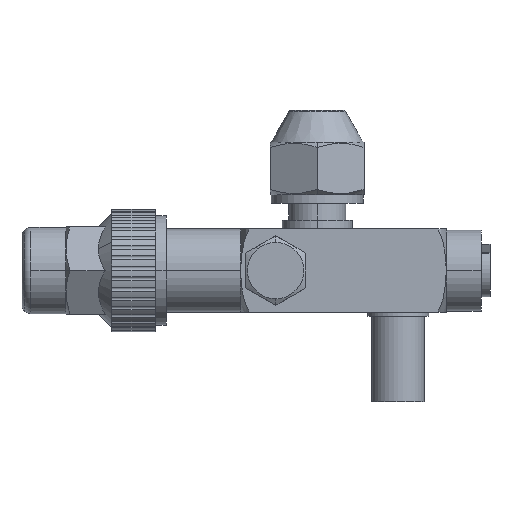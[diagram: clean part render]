
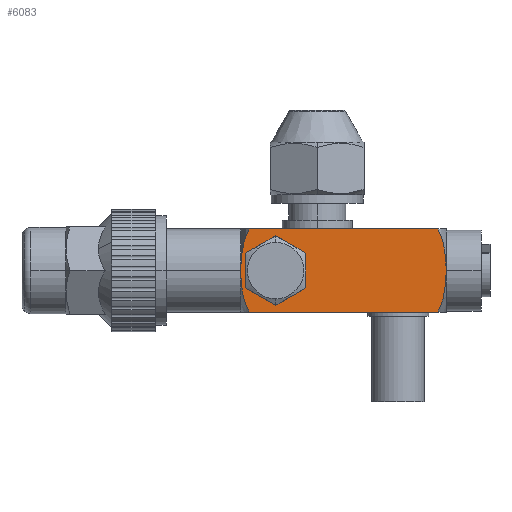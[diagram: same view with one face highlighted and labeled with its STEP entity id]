
A CAD part, left-side view. The second image highlights one B-rep face of the part: STEP entity #6083.
In plain terms, the highlighted planar face has unit normal (-1, 0, 0).
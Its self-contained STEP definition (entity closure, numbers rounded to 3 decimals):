
#1347=CARTESIAN_POINT('',(16.,55.,-20.5));
#1357=CARTESIAN_POINT('',(16.,57.,-30.));
#1358=CARTESIAN_POINT('',(16.,57.,-29.454));
#1359=CARTESIAN_POINT('',(16.,56.977,-28.364));
#1360=CARTESIAN_POINT('',(16.,56.863,-26.737));
#1361=CARTESIAN_POINT('',(16.,56.646,-25.122));
#1362=CARTESIAN_POINT('',(16.,56.29,-23.519));
#1363=CARTESIAN_POINT('',(16.,55.763,-21.963));
#1364=CARTESIAN_POINT('',(16.,55.28,-20.977));
#1365=CARTESIAN_POINT('',(16.,55.,-20.5));
#1372=DIRECTION('',(0.,-1.,0.));
#1373=VECTOR('',#1372,43.);
#1374=CARTESIAN_POINT('',(16.,55.,-20.5));
#1375=LINE('',#1374,#1373);
#1469=CARTESIAN_POINT('',(16.,55.,-39.5));
#1470=CARTESIAN_POINT('',(16.,55.28,-39.023));
#1471=CARTESIAN_POINT('',(16.,55.762,-38.039));
#1472=CARTESIAN_POINT('',(16.,56.29,-36.482));
#1473=CARTESIAN_POINT('',(16.,56.646,-34.88));
#1474=CARTESIAN_POINT('',(16.,56.863,-33.264));
#1475=CARTESIAN_POINT('',(16.,56.977,-31.637));
#1476=CARTESIAN_POINT('',(16.,57.,-30.547));
#1477=CARTESIAN_POINT('',(16.,57.,-30.));
#1487=CARTESIAN_POINT('',(16.,55.,-39.5));
#1497=DIRECTION('',(0.,-1.,0.));
#1498=VECTOR('',#1497,43.016);
#1499=CARTESIAN_POINT('',(16.,55.,-39.5));
#1500=LINE('',#1499,#1498);
#1501=CARTESIAN_POINT('',(16.,49.,-30.));
#1502=DIRECTION('',(1.,0.,0.));
#1503=DIRECTION('',(0.,0.,1.));
#1504=AXIS2_PLACEMENT_3D('',#1501,#1502,#1503);
#1506=CARTESIAN_POINT('',(16.,49.,-30.));
#1507=DIRECTION('',(1.,0.,0.));
#1508=DIRECTION('',(0.,0.,-1.));
#1509=AXIS2_PLACEMENT_3D('',#1506,#1507,#1508);
#1521=CARTESIAN_POINT('',(16.,12.,-20.5));
#1522=CARTESIAN_POINT('',(16.,11.722,-20.978));
#1523=CARTESIAN_POINT('',(16.,11.242,-21.965));
#1524=CARTESIAN_POINT('',(16.,10.717,-23.524));
#1525=CARTESIAN_POINT('',(16.,10.364,-25.129));
#1526=CARTESIAN_POINT('',(16.,10.149,-26.75));
#1527=CARTESIAN_POINT('',(16.,10.037,-28.38));
#1528=CARTESIAN_POINT('',(16.,10.015,-29.469));
#1529=CARTESIAN_POINT('',(16.,10.015,-30.013));
#1571=CARTESIAN_POINT('',(16.,10.015,-30.013));
#1572=CARTESIAN_POINT('',(16.,10.015,-30.558));
#1573=CARTESIAN_POINT('',(16.,10.037,-31.645));
#1574=CARTESIAN_POINT('',(16.,10.149,-33.269));
#1575=CARTESIAN_POINT('',(16.,10.363,-34.886));
#1576=CARTESIAN_POINT('',(16.,10.712,-36.482));
#1577=CARTESIAN_POINT('',(16.,11.232,-38.038));
#1578=CARTESIAN_POINT('',(16.,11.708,-39.023));
#1579=CARTESIAN_POINT('',(16.,11.984,-39.5));
#3990=VERTEX_POINT('',#1347);
#3992=VERTEX_POINT('',#1357);
#3994=VERTEX_POINT('',#1487);
#3998=CARTESIAN_POINT('',(16.,11.984,-39.5));
#3999=VERTEX_POINT('',#3998);
#4016=CARTESIAN_POINT('',(16.,12.,-20.5));
#4017=VERTEX_POINT('',#4016);
#4201=CARTESIAN_POINT('',(16.,10.015,-30.013));
#4203=VERTEX_POINT('',#4201);
#4298=CARTESIAN_POINT('',(16.,49.,-35.5));
#4300=VERTEX_POINT('',#4298);
#4302=CARTESIAN_POINT('',(16.,49.,-24.5));
#4304=VERTEX_POINT('',#4302);
#6062=CARTESIAN_POINT('',(16.,10.,-39.5));
#6063=DIRECTION('',(-1.,0.,0.));
#6064=DIRECTION('',(0.,0.,1.));
#6065=AXIS2_PLACEMENT_3D('',#6062,#6063,#6064);
#6066=PLANE('',#6065);
#6067=ORIENTED_EDGE('',*,*,#5899,.T.);
#6068=ORIENTED_EDGE('',*,*,#5916,.T.);
#6070=ORIENTED_EDGE('',*,*,#6069,.T.);
#6072=ORIENTED_EDGE('',*,*,#6071,.T.);
#6073=ORIENTED_EDGE('',*,*,#6008,.F.);
#6074=ORIENTED_EDGE('',*,*,#6042,.T.);
#6075=EDGE_LOOP('',(#6067,#6068,#6070,#6072,#6073,#6074));
#6076=FACE_OUTER_BOUND('',#6075,.F.);
#6078=ORIENTED_EDGE('',*,*,#6077,.F.);
#6080=ORIENTED_EDGE('',*,*,#6079,.F.);
#6081=EDGE_LOOP('',(#6078,#6080));
#6082=FACE_BOUND('',#6081,.F.);
#6083=ADVANCED_FACE('',(#6076,#6082),#6066,.T.);
#1366=B_SPLINE_CURVE_WITH_KNOTS('',3,(#1357,#1358,#1359,#1360,#1361,#1362,#1363,
#1364,#1365),.UNSPECIFIED.,.F.,.F.,(4,1,1,1,1,1,4),(0.,0.167,
0.333,0.5,0.667,0.833,1.),
.UNSPECIFIED.);
#1478=B_SPLINE_CURVE_WITH_KNOTS('',3,(#1469,#1470,#1471,#1472,#1473,#1474,#1475,
#1476,#1477),.UNSPECIFIED.,.F.,.F.,(4,1,1,1,1,1,4),(0.,0.167,
0.333,0.5,0.667,0.833,1.),
.UNSPECIFIED.);
#1505=CIRCLE('',#1504,5.5);
#1510=CIRCLE('',#1509,5.5);
#1530=B_SPLINE_CURVE_WITH_KNOTS('',3,(#1521,#1522,#1523,#1524,#1525,#1526,#1527,
#1528,#1529),.UNSPECIFIED.,.F.,.F.,(4,1,1,1,1,1,4),(0.,0.167,
0.333,0.5,0.667,0.833,1.),
.UNSPECIFIED.);
#1580=B_SPLINE_CURVE_WITH_KNOTS('',3,(#1571,#1572,#1573,#1574,#1575,#1576,#1577,
#1578,#1579),.UNSPECIFIED.,.F.,.F.,(4,1,1,1,1,1,4),(0.,0.167,
0.333,0.5,0.667,0.833,1.),
.UNSPECIFIED.);
#5899=EDGE_CURVE('',#3992,#3990,#1366,.T.);
#5916=EDGE_CURVE('',#3990,#4017,#1375,.T.);
#6008=EDGE_CURVE('',#3994,#3999,#1500,.T.);
#6042=EDGE_CURVE('',#3994,#3992,#1478,.T.);
#6069=EDGE_CURVE('',#4017,#4203,#1530,.T.);
#6071=EDGE_CURVE('',#4203,#3999,#1580,.T.);
#6077=EDGE_CURVE('',#4304,#4300,#1505,.T.);
#6079=EDGE_CURVE('',#4300,#4304,#1510,.T.);
